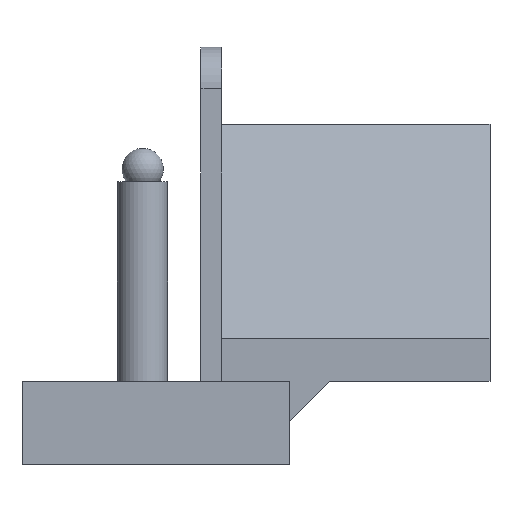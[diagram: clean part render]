
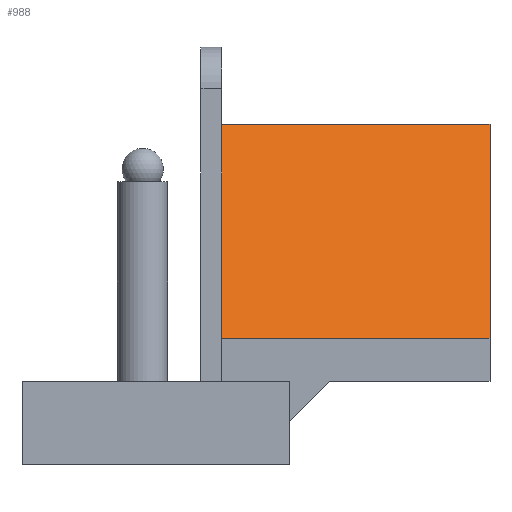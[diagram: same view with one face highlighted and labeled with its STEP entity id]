
A CAD part, left-side view. The second image highlights one B-rep face of the part: STEP entity #988.
In plain terms, the highlighted planar face has unit normal (-0.707, 0, 0.707).
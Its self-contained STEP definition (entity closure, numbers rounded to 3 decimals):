
#22 = VERTEX_POINT('',#23);
#23 = CARTESIAN_POINT('',(40.357,5.14,22.712));
#44 = PLANE('',#45);
#45 = AXIS2_PLACEMENT_3D('',#46,#47,#48);
#46 = CARTESIAN_POINT('',(28.575,5.14,15.875));
#47 = DIRECTION('',(0.,-1.,0.));
#48 = DIRECTION('',(0.,0.,-1.));
#72 = PLANE('',#73);
#73 = AXIS2_PLACEMENT_3D('',#74,#75,#76);
#74 = CARTESIAN_POINT('',(40.357,5.14,3.175));
#75 = DIRECTION('',(-1.,0.,0.));
#76 = DIRECTION('',(0.,0.,1.));
#335 = VERTEX_POINT('',#336);
#336 = CARTESIAN_POINT('',(21.857,5.14,4.212));
#350 = PLANE('',#351);
#351 = AXIS2_PLACEMENT_3D('',#352,#353,#354);
#352 = CARTESIAN_POINT('',(21.857,5.14,4.212));
#353 = DIRECTION('',(-0.707,0.,-0.707));
#354 = DIRECTION('',(-0.707,0.,0.707));
#362 = EDGE_CURVE('',#22,#335,#363,.T.);
#363 = SURFACE_CURVE('',#364,(#368,#375),.PCURVE_S1.);
#364 = LINE('',#365,#366);
#365 = CARTESIAN_POINT('',(40.357,5.14,22.712));
#366 = VECTOR('',#367,1.);
#367 = DIRECTION('',(-0.707,-0.,-0.707));
#368 = PCURVE('',#44,#369);
#369 = DEFINITIONAL_REPRESENTATION('',(#370),#374);
#370 = LINE('',#371,#372);
#371 = CARTESIAN_POINT('',(-6.837,11.782));
#372 = VECTOR('',#373,1.);
#373 = DIRECTION('',(0.707,-0.707));
#374 = ( GEOMETRIC_REPRESENTATION_CONTEXT(2) 
PARAMETRIC_REPRESENTATION_CONTEXT() REPRESENTATION_CONTEXT('2D SPACE',''
  ) );
#375 = PCURVE('',#376,#381);
#376 = PLANE('',#377);
#377 = AXIS2_PLACEMENT_3D('',#378,#379,#380);
#378 = CARTESIAN_POINT('',(40.357,5.14,22.712));
#379 = DIRECTION('',(0.707,0.,-0.707));
#380 = DIRECTION('',(-0.707,0.,-0.707));
#381 = DEFINITIONAL_REPRESENTATION('',(#382),#386);
#382 = LINE('',#383,#384);
#383 = CARTESIAN_POINT('',(0.,0.));
#384 = VECTOR('',#385,1.);
#385 = DIRECTION('',(1.,0.));
#386 = ( GEOMETRIC_REPRESENTATION_CONTEXT(2) 
PARAMETRIC_REPRESENTATION_CONTEXT() REPRESENTATION_CONTEXT('2D SPACE',''
  ) );
#444 = VERTEX_POINT('',#445);
#445 = CARTESIAN_POINT('',(40.357,-15.24,22.712));
#459 = PLANE('',#460);
#460 = AXIS2_PLACEMENT_3D('',#461,#462,#463);
#461 = CARTESIAN_POINT('',(32.297,-15.24,9.652));
#462 = DIRECTION('',(0.,-1.,0.));
#463 = DIRECTION('',(0.,0.,-1.));
#471 = EDGE_CURVE('',#22,#444,#472,.T.);
#472 = SURFACE_CURVE('',#473,(#477,#484),.PCURVE_S1.);
#473 = LINE('',#474,#475);
#474 = CARTESIAN_POINT('',(40.357,5.14,22.712));
#475 = VECTOR('',#476,1.);
#476 = DIRECTION('',(0.,-1.,0.));
#477 = PCURVE('',#72,#478);
#478 = DEFINITIONAL_REPRESENTATION('',(#479),#483);
#479 = LINE('',#480,#481);
#480 = CARTESIAN_POINT('',(19.537,0.));
#481 = VECTOR('',#482,1.);
#482 = DIRECTION('',(0.,-1.));
#483 = ( GEOMETRIC_REPRESENTATION_CONTEXT(2) 
PARAMETRIC_REPRESENTATION_CONTEXT() REPRESENTATION_CONTEXT('2D SPACE',''
  ) );
#484 = PCURVE('',#376,#485);
#485 = DEFINITIONAL_REPRESENTATION('',(#486),#490);
#486 = LINE('',#487,#488);
#487 = CARTESIAN_POINT('',(-0.,0.));
#488 = VECTOR('',#489,1.);
#489 = DIRECTION('',(0.,-1.));
#490 = ( GEOMETRIC_REPRESENTATION_CONTEXT(2) 
PARAMETRIC_REPRESENTATION_CONTEXT() REPRESENTATION_CONTEXT('2D SPACE',''
  ) );
#988 = ADVANCED_FACE('',(#989),#376,.F.);
#989 = FACE_BOUND('',#990,.F.);
#990 = EDGE_LOOP('',(#991,#992,#1015,#1036));
#991 = ORIENTED_EDGE('',*,*,#471,.T.);
#992 = ORIENTED_EDGE('',*,*,#993,.T.);
#993 = EDGE_CURVE('',#444,#994,#996,.T.);
#994 = VERTEX_POINT('',#995);
#995 = CARTESIAN_POINT('',(21.857,-15.24,4.212));
#996 = SURFACE_CURVE('',#997,(#1001,#1008),.PCURVE_S1.);
#997 = LINE('',#998,#999);
#998 = CARTESIAN_POINT('',(40.357,-15.24,22.712));
#999 = VECTOR('',#1000,1.);
#1000 = DIRECTION('',(-0.707,-0.,-0.707));
#1001 = PCURVE('',#376,#1002);
#1002 = DEFINITIONAL_REPRESENTATION('',(#1003),#1007);
#1003 = LINE('',#1004,#1005);
#1004 = CARTESIAN_POINT('',(0.,-20.38));
#1005 = VECTOR('',#1006,1.);
#1006 = DIRECTION('',(1.,0.));
#1007 = ( GEOMETRIC_REPRESENTATION_CONTEXT(2) 
PARAMETRIC_REPRESENTATION_CONTEXT() REPRESENTATION_CONTEXT('2D SPACE',''
  ) );
#1008 = PCURVE('',#459,#1009);
#1009 = DEFINITIONAL_REPRESENTATION('',(#1010),#1014);
#1010 = LINE('',#1011,#1012);
#1011 = CARTESIAN_POINT('',(-13.059,8.06));
#1012 = VECTOR('',#1013,1.);
#1013 = DIRECTION('',(0.707,-0.707));
#1014 = ( GEOMETRIC_REPRESENTATION_CONTEXT(2) 
PARAMETRIC_REPRESENTATION_CONTEXT() REPRESENTATION_CONTEXT('2D SPACE',''
  ) );
#1015 = ORIENTED_EDGE('',*,*,#1016,.F.);
#1016 = EDGE_CURVE('',#335,#994,#1017,.T.);
#1017 = SURFACE_CURVE('',#1018,(#1022,#1029),.PCURVE_S1.);
#1018 = LINE('',#1019,#1020);
#1019 = CARTESIAN_POINT('',(21.857,5.14,4.212));
#1020 = VECTOR('',#1021,1.);
#1021 = DIRECTION('',(0.,-1.,0.));
#1022 = PCURVE('',#376,#1023);
#1023 = DEFINITIONAL_REPRESENTATION('',(#1024),#1028);
#1024 = LINE('',#1025,#1026);
#1025 = CARTESIAN_POINT('',(26.162,0.));
#1026 = VECTOR('',#1027,1.);
#1027 = DIRECTION('',(0.,-1.));
#1028 = ( GEOMETRIC_REPRESENTATION_CONTEXT(2) 
PARAMETRIC_REPRESENTATION_CONTEXT() REPRESENTATION_CONTEXT('2D SPACE',''
  ) );
#1029 = PCURVE('',#350,#1030);
#1030 = DEFINITIONAL_REPRESENTATION('',(#1031),#1035);
#1031 = LINE('',#1032,#1033);
#1032 = CARTESIAN_POINT('',(0.,0.));
#1033 = VECTOR('',#1034,1.);
#1034 = DIRECTION('',(0.,-1.));
#1035 = ( GEOMETRIC_REPRESENTATION_CONTEXT(2) 
PARAMETRIC_REPRESENTATION_CONTEXT() REPRESENTATION_CONTEXT('2D SPACE',''
  ) );
#1036 = ORIENTED_EDGE('',*,*,#362,.F.);
